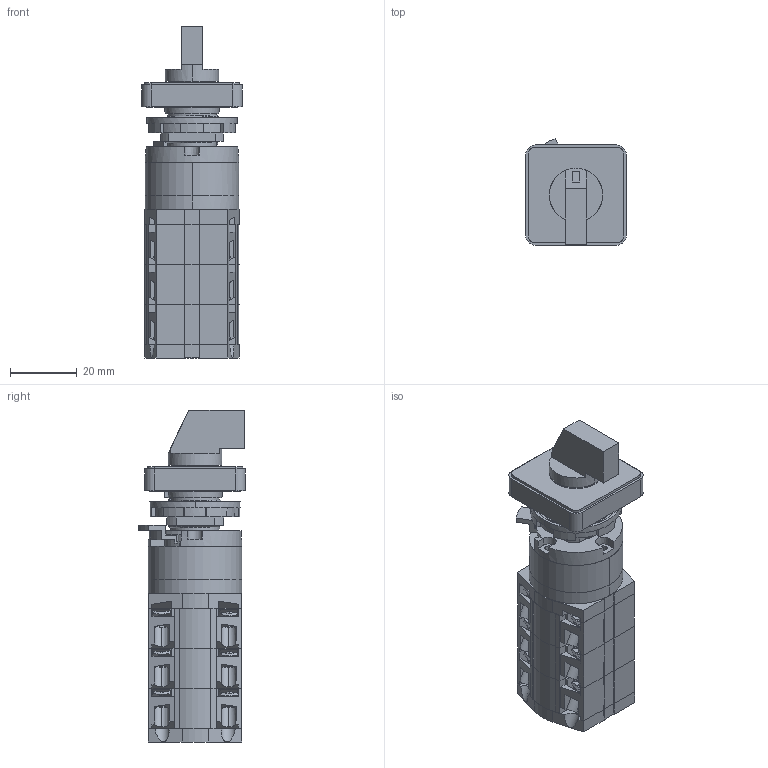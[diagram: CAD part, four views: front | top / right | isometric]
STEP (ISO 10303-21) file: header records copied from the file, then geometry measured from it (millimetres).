
FILE_DESCRIPTION(('Creo Elements/Direct Modeling STEP Export'),'2;1');
FILE_NAME('CG4TM-A048_WATM01-FS2.stp','2020-03-23T12:20:39',(''),(''),'PTC Creo Elements/Direct Modeling STEP processor for AP214 (Solid Model)','PTC Creo Elements/Direct Modeling 19.0D 23-Nov-2015 (C) Parametric Technology GmbH','');
FILE_SCHEMA(('AUTOMOTIVE_DESIGN { 1 0 10303 214 1 1 1 1 }'));
Length unit declared in the file: millimetre
Products named in the file (15): S00_RW; Teil_2; Teil_1; ZB-Verriegelung; CG4TM-Fld; CG4TM-Fl; CG4TM-Ad; CG4TM-03FL; FS2-D16_1; FS2-D16; Griff-Achse_1; Griff-Achse; S00-FS-Befestigungsmutter; FS2-I-Griff.12; CG4TM-A048_WATM01-FS2
Assembly tree (16 placements, depth 4):
  CG4TM-A048_WATM01-FS2
    FS2-I-Griff.12
      S00-FS-Befestigungsmutter
      Griff-Achse
        Griff-Achse_1
      FS2-D16
        FS2-D16_1
    CG4TM-03FL
      CG4TM-Fl  x3
      CG4TM-Ad
      CG4TM-Fld
      ZB-Verriegelung
        Teil_1
        Teil_2
      S00_RW
Bounding box: 30 x 31.87 x 99.3 mm (x, y, z)
Volume: 36945.5 mm3; surface area: 39004.7 mm2
Topology: 11 solids, 11 shells, 2277 faces, 6269 edges, 4057 vertices
Faces by surface type: plane 1515, cylinder 495, cone 177, torus 38, bspline 28, sphere 24
Entity records: 60661 total; most frequent: CARTESIAN_POINT 15485, ORIENTED_EDGE 7946, DIRECTION 6738, EDGE_CURVE 3965, VERTEX_POINT 2561, VECTOR 2342, LINE 2342, AXIS2_PLACEMENT_3D 2198
